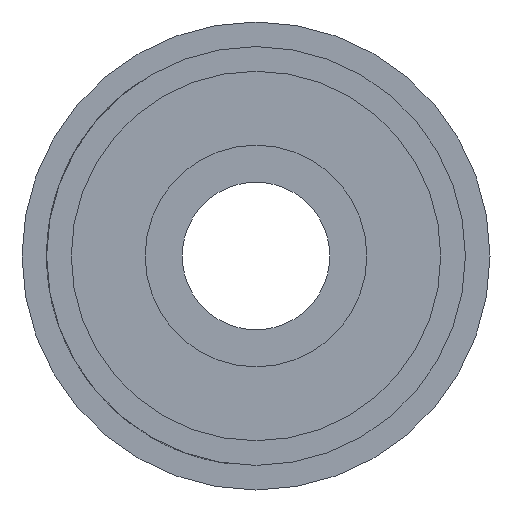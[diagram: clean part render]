
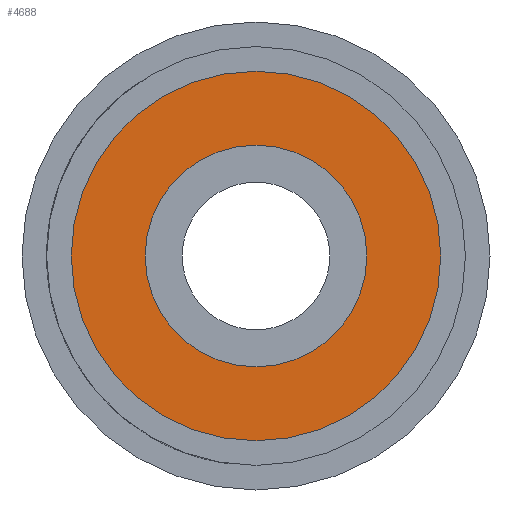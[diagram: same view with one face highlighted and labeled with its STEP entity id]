
A CAD part, left-side view. The second image highlights one B-rep face of the part: STEP entity #4688.
In plain terms, the highlighted planar face has unit normal (-1, 0, 0).
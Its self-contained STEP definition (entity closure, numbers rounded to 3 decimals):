
#19 = DIRECTION ( 'NONE',  ( 0., 0., 1. ) ) ;
#64 = DIRECTION ( 'NONE',  ( 1., 0., 0. ) ) ;
#211 = AXIS2_PLACEMENT_3D ( 'NONE', #2002, #744, #19 ) ;
#494 = AXIS2_PLACEMENT_3D ( 'NONE', #3135, #2946, #4311 ) ;
#612 = DIRECTION ( 'NONE',  ( 0., 0., -1. ) ) ;
#744 = DIRECTION ( 'NONE',  ( -1., 0., 0. ) ) ;
#1023 = EDGE_CURVE ( 'NONE', #2806, #6277, #2354, .T. ) ;
#1092 = CIRCLE ( 'NONE', #3388, 7.5 ) ;
#1138 = CARTESIAN_POINT ( 'NONE',  ( 0., 0., 4.5 ) ) ;
#1326 = DIRECTION ( 'NONE',  ( 0., 0., 1. ) ) ;
#1377 = PLANE ( 'NONE',  #8781 ) ;
#1600 = DIRECTION ( 'NONE',  ( 0., 0., 1. ) ) ;
#2002 = CARTESIAN_POINT ( 'NONE',  ( 0., 0., 0. ) ) ;
#2131 = DIRECTION ( 'NONE',  ( -1., 0., 0. ) ) ;
#2313 = ORIENTED_EDGE ( 'NONE', *, *, #8519, .T. ) ;
#2354 = CIRCLE ( 'NONE', #494, 4.5 ) ;
#2395 = CIRCLE ( 'NONE', #8498, 7.5 ) ;
#2454 = VERTEX_POINT ( 'NONE', #3465 ) ;
#2806 = VERTEX_POINT ( 'NONE', #8722 ) ;
#2946 = DIRECTION ( 'NONE',  ( -1., 0., 0. ) ) ;
#3135 = CARTESIAN_POINT ( 'NONE',  ( 0., 0., 0. ) ) ;
#3148 = CARTESIAN_POINT ( 'NONE',  ( 0., 0., -7.5 ) ) ;
#3388 = AXIS2_PLACEMENT_3D ( 'NONE', #3541, #2131, #1326 ) ;
#3412 = FACE_OUTER_BOUND ( 'NONE', #6984, .T. ) ;
#3454 = EDGE_CURVE ( 'NONE', #6277, #2806, #4845, .T. ) ;
#3465 = CARTESIAN_POINT ( 'NONE',  ( 0., 0., 7.5 ) ) ;
#3541 = CARTESIAN_POINT ( 'NONE',  ( 0., 0., 0. ) ) ;
#3686 = CARTESIAN_POINT ( 'NONE',  ( 0., 0., 0. ) ) ;
#4135 = FACE_BOUND ( 'NONE', #5925, .T. ) ;
#4311 = DIRECTION ( 'NONE',  ( 0., 0., 1. ) ) ;
#4454 = ORIENTED_EDGE ( 'NONE', *, *, #5306, .T. ) ;
#4688 = ADVANCED_FACE ( 'NONE', ( #4135, #3412 ), #1377, .F. ) ;
#4845 = CIRCLE ( 'NONE', #211, 4.5 ) ;
#5306 = EDGE_CURVE ( 'NONE', #2454, #6940, #1092, .T. ) ;
#5925 = EDGE_LOOP ( 'NONE', ( #8097, #5955 ) ) ;
#5955 = ORIENTED_EDGE ( 'NONE', *, *, #1023, .F. ) ;
#6277 = VERTEX_POINT ( 'NONE', #1138 ) ;
#6940 = VERTEX_POINT ( 'NONE', #3148 ) ;
#6984 = EDGE_LOOP ( 'NONE', ( #4454, #2313 ) ) ;
#8097 = ORIENTED_EDGE ( 'NONE', *, *, #3454, .F. ) ;
#8234 = CARTESIAN_POINT ( 'NONE',  ( 0., 0., 0. ) ) ;
#8498 = AXIS2_PLACEMENT_3D ( 'NONE', #3686, #8508, #1600 ) ;
#8508 = DIRECTION ( 'NONE',  ( -1., 0., 0. ) ) ;
#8519 = EDGE_CURVE ( 'NONE', #6940, #2454, #2395, .T. ) ;
#8722 = CARTESIAN_POINT ( 'NONE',  ( 0., 0., -4.5 ) ) ;
#8781 = AXIS2_PLACEMENT_3D ( 'NONE', #8234, #64, #612 ) ;
